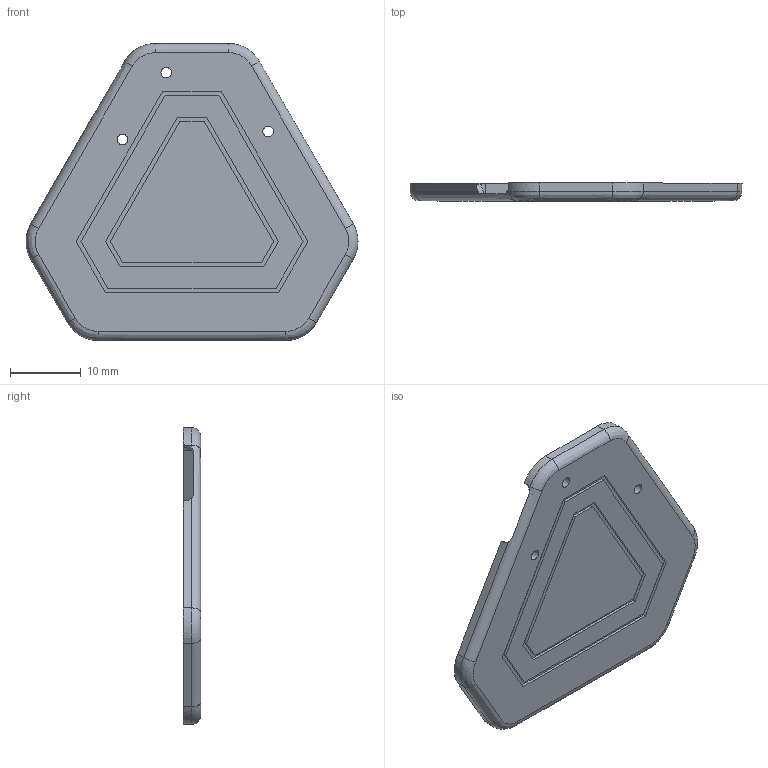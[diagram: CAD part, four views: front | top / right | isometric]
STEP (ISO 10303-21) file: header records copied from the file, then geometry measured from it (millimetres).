
FILE_DESCRIPTION(/* description */ ('STEP AP242','CAx-IF Rec.Pracs.---Representation and Presentation of Product Manufacturing Information (PMI)---4.0---2014-10-13','CAx-IF Rec.Pracs.---3D Tessellated Geometry---0.4---2014-09-14','2;1'),/* implementation_level */ '2;1');
FILE_NAME(/* name */ '66b3e653b3452f77642039e6',/* time_stamp */ '2024-08-07T21:25:40Z',/* author */ (''),/* organization */ (''),/* preprocessor_version */ 'ST-DEVELOPER v20',/* originating_system */ ' ',/* authorisation */ ' ');
FILE_SCHEMA (('AP242_MANAGED_MODEL_BASED_3D_ENGINEERING_MIM_LF { 1 0 10303 442 1 1 4 }'));
Length unit declared in the file: metre
Products named in the file (2): Part 2; Part 1
Bounding box: 46.95 x 2.5 x 42 mm (x, y, z)
Volume: 1532.3 mm3; surface area: 3546.7 mm2
Topology: 2 solids, 2 shells, 80 faces, 204 edges, 132 vertices
Faces by surface type: plane 49, cylinder 19, bspline 12
Full cylindrical faces by diameter (mm): 1.5 x4, 3.1 x1
Entity records: 2606 total; most frequent: CARTESIAN_POINT 729, ORIENTED_EDGE 398, DIRECTION 329, EDGE_CURVE 199, VERTEX_POINT 132, LINE 125, VECTOR 125, AXIS2_PLACEMENT_3D 102
